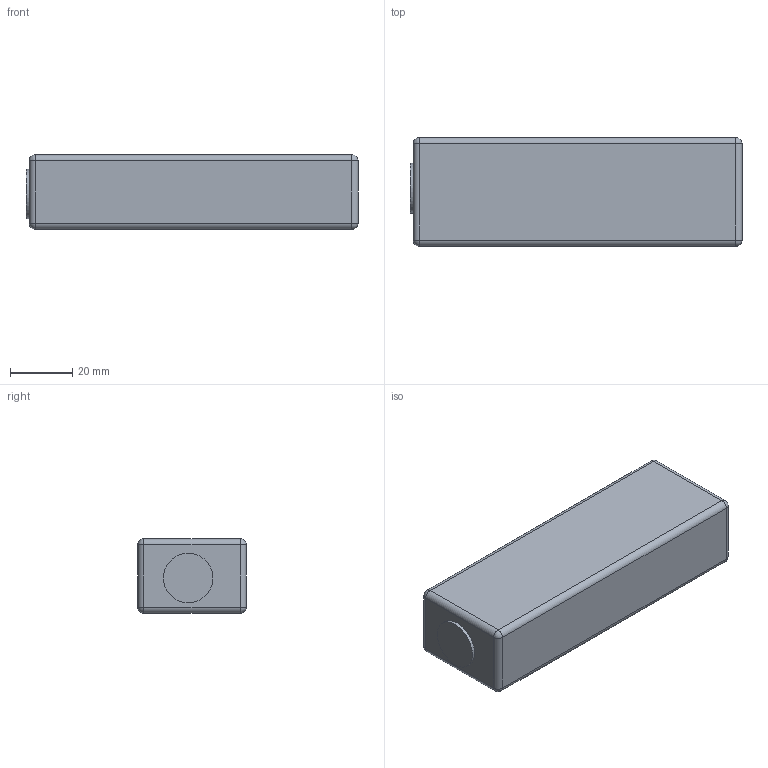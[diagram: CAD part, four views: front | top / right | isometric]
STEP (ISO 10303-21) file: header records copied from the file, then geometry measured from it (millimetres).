
FILE_DESCRIPTION(/* description */ ('STEP AP203'),/* implementation_level */ '2;1');
FILE_NAME(/* name */ 'Battery Lipo 4s-2250mAh v1.step',/* time_stamp */ '2025-08-04T16:44:34-04:00',/* author */ (''),/* organization */ (''),/* preprocessor_version */ 'ST-DEVELOPER v20.1',/* originating_system */ 'Autodesk Translation Framework v14.10.0.0',/* authorisation */ '');
FILE_SCHEMA (('AUTOMOTIVE_DESIGN { 1 0 10303 214 3 1 1 }'));
Length unit declared in the file: millimetre
Products named in the file (1): Battery Lipo 4s-2250mAh
Bounding box: 107 x 35 x 24 mm (x, y, z)
Volume: 88684.7 mm3; surface area: 13667.1 mm2
Topology: 1 solids, 1 shells, 28 faces, 59 edges, 26 vertices
Faces by surface type: cylinder 13, sphere 8, plane 7
Full cylindrical faces by diameter (mm): 15.978 x1
Entity records: 709 total; most frequent: DIRECTION 135, CARTESIAN_POINT 106, ORIENTED_EDGE 102, AXIS2_PLACEMENT_3D 55, EDGE_CURVE 51, EDGE_LOOP 29, FACE_OUTER_BOUND 28, ADVANCED_FACE 28
